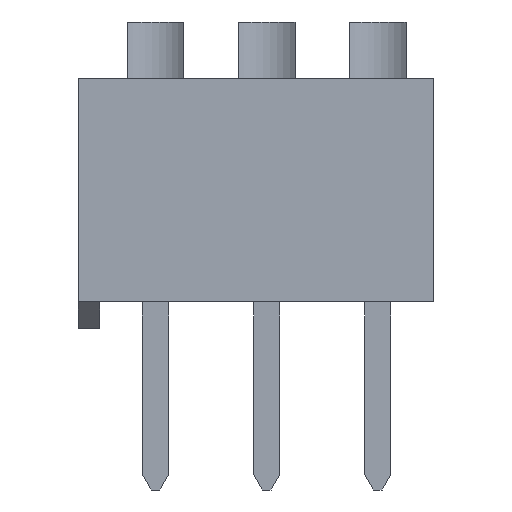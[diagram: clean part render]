
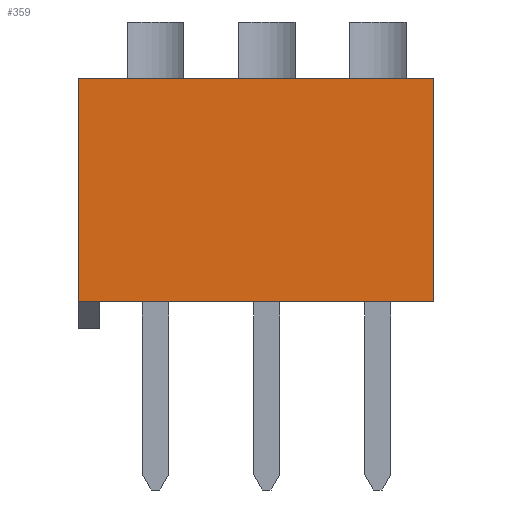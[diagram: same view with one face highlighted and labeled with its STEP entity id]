
A CAD part, front view. The second image highlights one B-rep face of the part: STEP entity #359.
In plain terms, the highlighted planar face has unit normal (0, -1, 0).
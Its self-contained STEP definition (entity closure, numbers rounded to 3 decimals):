
#33 = VERTEX_POINT('',#34);
#34 = CARTESIAN_POINT('',(3.837,-4.95,0.7));
#42 = EDGE_CURVE('',#43,#33,#45,.T.);
#43 = VERTEX_POINT('',#44);
#44 = CARTESIAN_POINT('',(-4.297,-4.95,0.7));
#45 = LINE('',#46,#47);
#46 = CARTESIAN_POINT('',(-10.736,-4.95,0.7));
#47 = VECTOR('',#48,1.);
#48 = DIRECTION('',(1.,0.,0.));
#340 = VERTEX_POINT('',#341);
#341 = CARTESIAN_POINT('',(3.837,-4.95,5.8));
#347 = EDGE_CURVE('',#33,#340,#348,.T.);
#348 = LINE('',#349,#350);
#349 = CARTESIAN_POINT('',(3.837,-4.95,-8.2));
#350 = VECTOR('',#351,1.);
#351 = DIRECTION('',(0.,0.,1.));
#359 = ADVANCED_FACE('',(#360),#378,.F.);
#360 = FACE_BOUND('',#361,.T.);
#361 = EDGE_LOOP('',(#362,#363,#371,#377));
#362 = ORIENTED_EDGE('',*,*,#347,.T.);
#363 = ORIENTED_EDGE('',*,*,#364,.F.);
#364 = EDGE_CURVE('',#365,#340,#367,.T.);
#365 = VERTEX_POINT('',#366);
#366 = CARTESIAN_POINT('',(-4.297,-4.95,5.8));
#367 = LINE('',#368,#369);
#368 = CARTESIAN_POINT('',(-2.527,-4.95,5.8));
#369 = VECTOR('',#370,1.);
#370 = DIRECTION('',(1.,0.,0.));
#371 = ORIENTED_EDGE('',*,*,#372,.F.);
#372 = EDGE_CURVE('',#43,#365,#373,.T.);
#373 = LINE('',#374,#375);
#374 = CARTESIAN_POINT('',(-4.297,-4.95,0.1));
#375 = VECTOR('',#376,1.);
#376 = DIRECTION('',(0.,0.,1.));
#377 = ORIENTED_EDGE('',*,*,#42,.T.);
#378 = PLANE('',#379);
#379 = AXIS2_PLACEMENT_3D('',#380,#381,#382);
#380 = CARTESIAN_POINT('',(-2.527,-4.95,0.1));
#381 = DIRECTION('',(0.,1.,0.));
#382 = DIRECTION('',(-1.,0.,0.));
